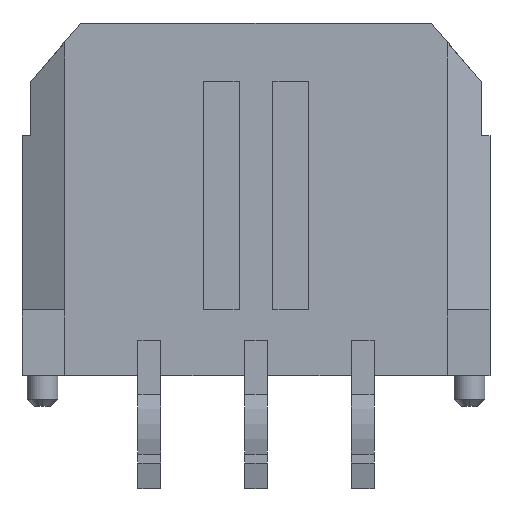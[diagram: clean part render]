
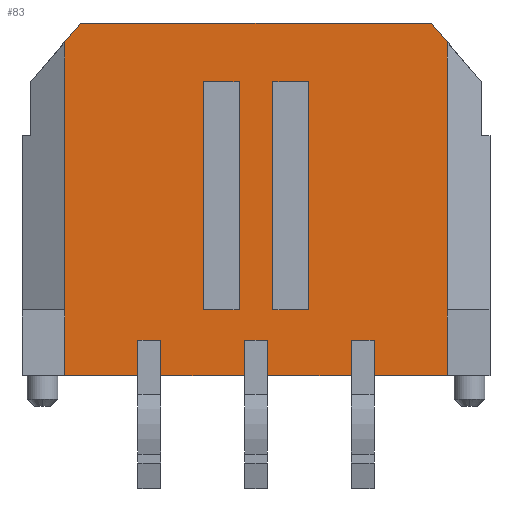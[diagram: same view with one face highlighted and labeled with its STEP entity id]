
A CAD part, front view. The second image highlights one B-rep face of the part: STEP entity #83.
In plain terms, the highlighted planar face has unit normal (0, -1, 0).
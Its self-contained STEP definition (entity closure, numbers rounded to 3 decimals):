
#83=ADVANCED_FACE('',(#429,#430,#431),#432,.T.);
#429=FACE_OUTER_BOUND('',#1096,.T.);
#430=FACE_BOUND('',#1097,.T.);
#431=FACE_BOUND('',#1098,.T.);
#432=PLANE('',#1099);
#1096=EDGE_LOOP('',(#1819,#1820,#1821,#1822,#1823,#1824,#1825,#1826,#1827,#1828,#1829,#1830,#1831,#1832,#1833,#1834,#1835,#1836,#1837,#1838));
#1097=EDGE_LOOP('',(#1839,#1840,#1841,#1842));
#1098=EDGE_LOOP('',(#1843,#1844,#1845,#1846));
#1099=AXIS2_PLACEMENT_3D('',#1847,#1848,#1849);
#1819=ORIENTED_EDGE('',*,*,#4422,.T.);
#1820=ORIENTED_EDGE('',*,*,#4423,.F.);
#1821=ORIENTED_EDGE('',*,*,#4424,.F.);
#1822=ORIENTED_EDGE('',*,*,#4425,.T.);
#1823=ORIENTED_EDGE('',*,*,#4426,.T.);
#1824=ORIENTED_EDGE('',*,*,#4427,.F.);
#1825=ORIENTED_EDGE('',*,*,#4428,.F.);
#1826=ORIENTED_EDGE('',*,*,#4429,.T.);
#1827=ORIENTED_EDGE('',*,*,#4430,.T.);
#1828=ORIENTED_EDGE('',*,*,#4431,.F.);
#1829=ORIENTED_EDGE('',*,*,#4432,.F.);
#1830=ORIENTED_EDGE('',*,*,#4433,.F.);
#1831=ORIENTED_EDGE('',*,*,#4434,.F.);
#1832=ORIENTED_EDGE('',*,*,#4435,.T.);
#1833=ORIENTED_EDGE('',*,*,#4436,.F.);
#1834=ORIENTED_EDGE('',*,*,#4437,.T.);
#1835=ORIENTED_EDGE('',*,*,#4421,.T.);
#1836=ORIENTED_EDGE('',*,*,#4438,.T.);
#1837=ORIENTED_EDGE('',*,*,#4439,.F.);
#1838=ORIENTED_EDGE('',*,*,#4440,.T.);
#1839=ORIENTED_EDGE('',*,*,#4441,.F.);
#1840=ORIENTED_EDGE('',*,*,#4442,.F.);
#1841=ORIENTED_EDGE('',*,*,#4443,.T.);
#1842=ORIENTED_EDGE('',*,*,#4444,.T.);
#1843=ORIENTED_EDGE('',*,*,#4445,.F.);
#1844=ORIENTED_EDGE('',*,*,#4446,.F.);
#1845=ORIENTED_EDGE('',*,*,#4447,.T.);
#1846=ORIENTED_EDGE('',*,*,#4448,.T.);
#1847=CARTESIAN_POINT('',(-6.325,-3.47,4.95));
#1848=DIRECTION('',(0.0,-1.0,0.0));
#1849=DIRECTION('',(0.0,0.0,-1.0));
#4421=EDGE_CURVE('',#5335,#5339,#5341,.T.);
#4422=EDGE_CURVE('',#5342,#5343,#5344,.T.);
#4423=EDGE_CURVE('',#5345,#5343,#5346,.T.);
#4424=EDGE_CURVE('',#5347,#5345,#5348,.T.);
#4425=EDGE_CURVE('',#5347,#5349,#5350,.T.);
#4426=EDGE_CURVE('',#5349,#5351,#5352,.T.);
#4427=EDGE_CURVE('',#5353,#5351,#5354,.T.);
#4428=EDGE_CURVE('',#5355,#5353,#5356,.T.);
#4429=EDGE_CURVE('',#5355,#5357,#5358,.T.);
#4430=EDGE_CURVE('',#5357,#5359,#5360,.T.);
#4431=EDGE_CURVE('',#5361,#5359,#5362,.T.);
#4432=EDGE_CURVE('',#5363,#5361,#5364,.T.);
#4433=EDGE_CURVE('',#5365,#5363,#5366,.T.);
#4434=EDGE_CURVE('',#5367,#5365,#5368,.T.);
#4435=EDGE_CURVE('',#5367,#5369,#5370,.T.);
#4436=EDGE_CURVE('',#5371,#5369,#5372,.T.);
#4437=EDGE_CURVE('',#5371,#5335,#5373,.T.);
#4438=EDGE_CURVE('',#5339,#5374,#5375,.T.);
#4439=EDGE_CURVE('',#5376,#5374,#5377,.T.);
#4440=EDGE_CURVE('',#5376,#5342,#5378,.T.);
#4441=EDGE_CURVE('',#5379,#5380,#5381,.T.);
#4442=EDGE_CURVE('',#5382,#5379,#5383,.T.);
#4443=EDGE_CURVE('',#5382,#5384,#5385,.T.);
#4444=EDGE_CURVE('',#5384,#5380,#5386,.T.);
#4445=EDGE_CURVE('',#5387,#5388,#5389,.T.);
#4446=EDGE_CURVE('',#5390,#5387,#5391,.T.);
#4447=EDGE_CURVE('',#5390,#5392,#5393,.T.);
#4448=EDGE_CURVE('',#5392,#5388,#5394,.T.);
#5335=VERTEX_POINT('',#6737);
#5339=VERTEX_POINT('',#6743);
#5341=LINE('',#6746,#6747);
#5342=VERTEX_POINT('',#6748);
#5343=VERTEX_POINT('',#6749);
#5344=LINE('',#6750,#6751);
#5345=VERTEX_POINT('',#6752);
#5346=LINE('',#6753,#6754);
#5347=VERTEX_POINT('',#6755);
#5348=LINE('',#6756,#6757);
#5349=VERTEX_POINT('',#6758);
#5350=LINE('',#6759,#6760);
#5351=VERTEX_POINT('',#6761);
#5352=LINE('',#6762,#6763);
#5353=VERTEX_POINT('',#6764);
#5354=LINE('',#6765,#6766);
#5355=VERTEX_POINT('',#6767);
#5356=LINE('',#6768,#6769);
#5357=VERTEX_POINT('',#6770);
#5358=LINE('',#6771,#6772);
#5359=VERTEX_POINT('',#6773);
#5360=LINE('',#6774,#6775);
#5361=VERTEX_POINT('',#6776);
#5362=LINE('',#6777,#6778);
#5363=VERTEX_POINT('',#6779);
#5364=LINE('',#6780,#6781);
#5365=VERTEX_POINT('',#6782);
#5366=LINE('',#6783,#6784);
#5367=VERTEX_POINT('',#6785);
#5368=LINE('',#6786,#6787);
#5369=VERTEX_POINT('',#6788);
#5370=LINE('',#6789,#6790);
#5371=VERTEX_POINT('',#6791);
#5372=LINE('',#6792,#6793);
#5373=LINE('',#6794,#6795);
#5374=VERTEX_POINT('',#6796);
#5375=LINE('',#6797,#6798);
#5376=VERTEX_POINT('',#6799);
#5377=LINE('',#6800,#6801);
#5378=LINE('',#6802,#6803);
#5379=VERTEX_POINT('',#6804);
#5380=VERTEX_POINT('',#6805);
#5381=LINE('',#6806,#6807);
#5382=VERTEX_POINT('',#6808);
#5383=LINE('',#6809,#6810);
#5384=VERTEX_POINT('',#6811);
#5385=LINE('',#6812,#6813);
#5386=LINE('',#6814,#6815);
#5387=VERTEX_POINT('',#6816);
#5388=VERTEX_POINT('',#6817);
#5389=LINE('',#6818,#6819);
#5390=VERTEX_POINT('',#6820);
#5391=LINE('',#6821,#6822);
#5392=VERTEX_POINT('',#6823);
#5393=LINE('',#6824,#6825);
#5394=LINE('',#6826,#6827);
#6737=CARTESIAN_POINT('',(-5.375,-3.47,4.42));
#6743=CARTESIAN_POINT('',(-5.375,-3.47,-3.11));
#6746=CARTESIAN_POINT('',(-5.375,-3.47,4.42));
#6747=VECTOR('',#8867,7.53);
#6748=CARTESIAN_POINT('',(-3.32,-3.47,-3.96));
#6749=CARTESIAN_POINT('',(-2.68,-3.47,-3.96));
#6750=CARTESIAN_POINT('',(-3.32,-3.47,-3.96));
#6751=VECTOR('',#8868,0.64);
#6752=CARTESIAN_POINT('',(-2.68,-3.47,-4.96));
#6753=CARTESIAN_POINT('',(-2.68,-3.47,-4.96));
#6754=VECTOR('',#8869,1.0);
#6755=CARTESIAN_POINT('',(-0.32,-3.47,-4.96));
#6756=CARTESIAN_POINT('',(-0.32,-3.47,-4.96));
#6757=VECTOR('',#8870,2.36);
#6758=CARTESIAN_POINT('',(-0.32,-3.47,-3.96));
#6759=CARTESIAN_POINT('',(-0.32,-3.47,-4.96));
#6760=VECTOR('',#8871,1.0);
#6761=CARTESIAN_POINT('',(0.32,-3.47,-3.96));
#6762=CARTESIAN_POINT('',(-0.32,-3.47,-3.96));
#6763=VECTOR('',#8872,0.64);
#6764=CARTESIAN_POINT('',(0.32,-3.47,-4.96));
#6765=CARTESIAN_POINT('',(0.32,-3.47,-4.96));
#6766=VECTOR('',#8873,1.0);
#6767=CARTESIAN_POINT('',(2.68,-3.47,-4.96));
#6768=CARTESIAN_POINT('',(2.68,-3.47,-4.96));
#6769=VECTOR('',#8874,2.36);
#6770=CARTESIAN_POINT('',(2.68,-3.47,-3.96));
#6771=CARTESIAN_POINT('',(2.68,-3.47,-4.96));
#6772=VECTOR('',#8875,1.0);
#6773=CARTESIAN_POINT('',(3.32,-3.47,-3.96));
#6774=CARTESIAN_POINT('',(2.68,-3.47,-3.96));
#6775=VECTOR('',#8876,0.64);
#6776=CARTESIAN_POINT('',(3.32,-3.47,-4.96));
#6777=CARTESIAN_POINT('',(3.32,-3.47,-4.96));
#6778=VECTOR('',#8877,1.0);
#6779=CARTESIAN_POINT('',(5.375,-3.47,-4.96));
#6780=CARTESIAN_POINT('',(5.375,-3.47,-4.96));
#6781=VECTOR('',#8878,2.055);
#6782=CARTESIAN_POINT('',(5.375,-3.47,-3.11));
#6783=CARTESIAN_POINT('',(5.375,-3.47,-3.11));
#6784=VECTOR('',#8879,1.85);
#6785=CARTESIAN_POINT('',(5.375,-3.47,4.42));
#6786=CARTESIAN_POINT('',(5.375,-3.47,4.42));
#6787=VECTOR('',#8880,7.53);
#6788=CARTESIAN_POINT('',(4.925,-3.47,4.95));
#6789=CARTESIAN_POINT('',(5.375,-3.47,4.42));
#6790=VECTOR('',#8881,0.696);
#6791=CARTESIAN_POINT('',(-4.925,-3.47,4.95));
#6792=CARTESIAN_POINT('',(-4.925,-3.47,4.95));
#6793=VECTOR('',#8882,9.85);
#6794=CARTESIAN_POINT('',(-4.925,-3.47,4.95));
#6795=VECTOR('',#8883,0.696);
#6796=CARTESIAN_POINT('',(-5.375,-3.47,-4.96));
#6797=CARTESIAN_POINT('',(-5.375,-3.47,-3.11));
#6798=VECTOR('',#8884,1.85);
#6799=CARTESIAN_POINT('',(-3.32,-3.47,-4.96));
#6800=CARTESIAN_POINT('',(-3.32,-3.47,-4.96));
#6801=VECTOR('',#8885,2.055);
#6802=CARTESIAN_POINT('',(-3.32,-3.47,-4.96));
#6803=VECTOR('',#8886,1.0);
#6804=CARTESIAN_POINT('',(1.475,-3.47,-3.11));
#6805=CARTESIAN_POINT('',(1.475,-3.47,3.3));
#6806=CARTESIAN_POINT('',(1.475,-3.47,-3.11));
#6807=VECTOR('',#8887,6.41);
#6808=CARTESIAN_POINT('',(0.475,-3.47,-3.11));
#6809=CARTESIAN_POINT('',(0.475,-3.47,-3.11));
#6810=VECTOR('',#8888,1.0);
#6811=CARTESIAN_POINT('',(0.475,-3.47,3.3));
#6812=CARTESIAN_POINT('',(0.475,-3.47,-3.11));
#6813=VECTOR('',#8889,6.41);
#6814=CARTESIAN_POINT('',(0.475,-3.47,3.3));
#6815=VECTOR('',#8890,1.0);
#6816=CARTESIAN_POINT('',(-0.475,-3.47,-3.11));
#6817=CARTESIAN_POINT('',(-0.475,-3.47,3.3));
#6818=CARTESIAN_POINT('',(-0.475,-3.47,-3.11));
#6819=VECTOR('',#8891,6.41);
#6820=CARTESIAN_POINT('',(-1.475,-3.47,-3.11));
#6821=CARTESIAN_POINT('',(-1.475,-3.47,-3.11));
#6822=VECTOR('',#8892,1.0);
#6823=CARTESIAN_POINT('',(-1.475,-3.47,3.3));
#6824=CARTESIAN_POINT('',(-1.475,-3.47,-3.11));
#6825=VECTOR('',#8893,6.41);
#6826=CARTESIAN_POINT('',(-1.475,-3.47,3.3));
#6827=VECTOR('',#8894,1.0);
#8867=DIRECTION('',(0.0,0.0,-1.0));
#8868=DIRECTION('',(1.0,0.0,0.0));
#8869=DIRECTION('',(0.0,0.0,1.0));
#8870=DIRECTION('',(-1.0,0.0,0.0));
#8871=DIRECTION('',(0.0,0.0,1.0));
#8872=DIRECTION('',(1.0,0.0,0.0));
#8873=DIRECTION('',(0.0,0.0,1.0));
#8874=DIRECTION('',(-1.0,0.0,0.0));
#8875=DIRECTION('',(0.0,0.0,1.0));
#8876=DIRECTION('',(1.0,0.0,0.0));
#8877=DIRECTION('',(0.0,0.0,1.0));
#8878=DIRECTION('',(-1.0,0.0,0.0));
#8879=DIRECTION('',(0.0,0.0,-1.0));
#8880=DIRECTION('',(0.0,0.0,-1.0));
#8881=DIRECTION('',(-0.647,0.0,0.763));
#8882=DIRECTION('',(1.0,0.0,0.0));
#8883=DIRECTION('',(-0.647,0.0,-0.763));
#8884=DIRECTION('',(0.0,0.0,-1.0));
#8885=DIRECTION('',(-1.0,0.0,0.0));
#8886=DIRECTION('',(0.0,0.0,1.0));
#8887=DIRECTION('',(0.0,0.0,1.0));
#8888=DIRECTION('',(1.0,0.0,0.0));
#8889=DIRECTION('',(0.0,0.0,1.0));
#8890=DIRECTION('',(1.0,0.0,0.0));
#8891=DIRECTION('',(0.0,0.0,1.0));
#8892=DIRECTION('',(1.0,0.0,0.0));
#8893=DIRECTION('',(0.0,0.0,1.0));
#8894=DIRECTION('',(1.0,0.0,0.0));
